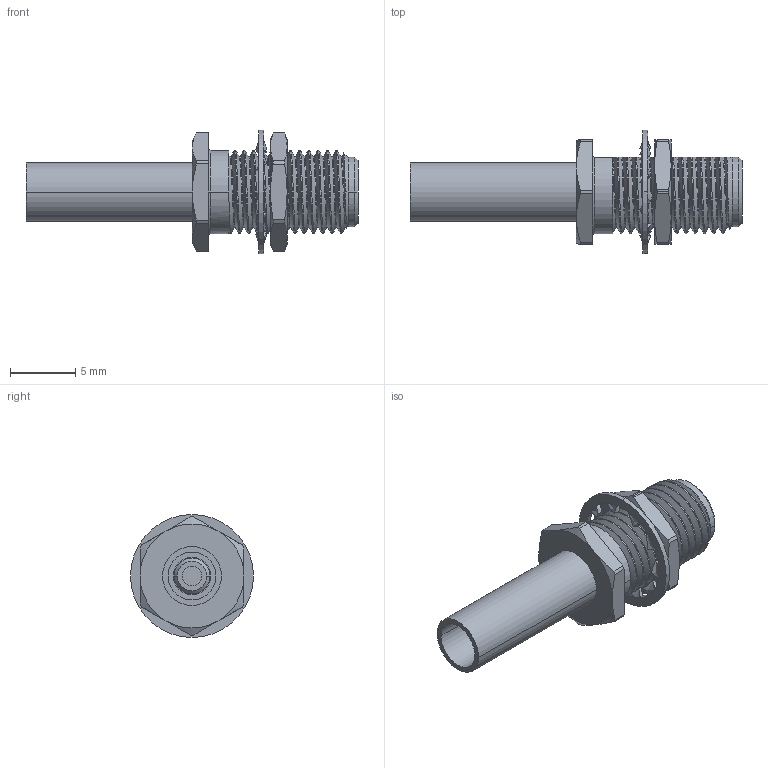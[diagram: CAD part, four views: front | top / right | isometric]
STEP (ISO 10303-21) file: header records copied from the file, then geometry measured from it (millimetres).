
FILE_DESCRIPTION (( 'STEP AP203' ), '1' );
FILE_NAME ('PE4425.step', '2019-01-08T18:17:17', ( '' ), ( '' ), 'SwSTEP 2.0', 'SolidWorks 2017', '' );
FILE_SCHEMA (( 'CONFIG_CONTROL_DESIGN' ));
Length unit declared in the file: inch
Products named in the file (1): PE4425
Bounding box: 25.35 x 9.4 x 9.4 mm (x, y, z)
Volume: 476.7 mm3; surface area: 1093.9 mm2
Topology: 4 solids, 4 shells, 242 faces, 689 edges, 460 vertices
Faces by surface type: bspline 83, cylinder 75, plane 43, cone 35, torus 6
Entity records: 23867 total; most frequent: CARTESIAN_POINT 18453, ORIENTED_EDGE 1374, DIRECTION 802, EDGE_CURVE 687, VERTEX_POINT 460, AXIS2_PLACEMENT_3D 325, B_SPLINE_CURVE_WITH_KNOTS 257, EDGE_LOOP 255
